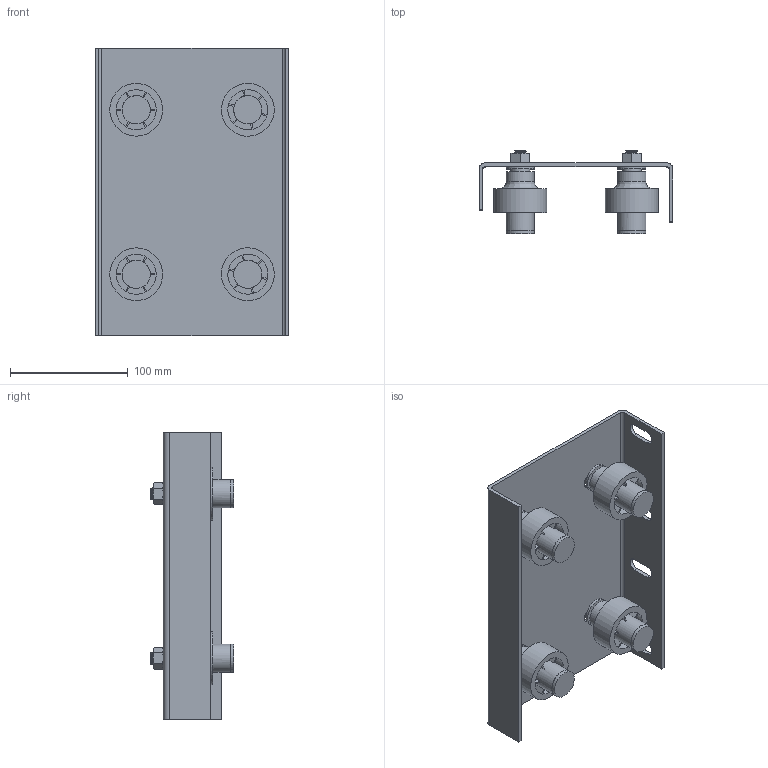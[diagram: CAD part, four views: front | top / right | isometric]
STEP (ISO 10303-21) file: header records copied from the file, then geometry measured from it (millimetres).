
FILE_DESCRIPTION((''),'2;1');
FILE_NAME('1064.stp','2007-06-29T09:37:35',('DIDIERR'),(''),'Autodesk Inventor 2008','Autodesk Inventor 2008','');
FILE_SCHEMA(('AUTOMOTIVE_DESIGN { 1 0 10303 214 1 1 1 1 }'));
Length unit declared in the file: millimetre
Products named in the file (6): 1064; 17061; 16715; 1093; NF EN 24032  (Taraudage usuel) M10; 15741
Assembly tree (17 placements, depth 2):
  1064
    17061
    16715  x4
    1093  x4
    NF EN 24032  (Taraudage usuel) M10  x4
    15741  x4
Bounding box: 165 x 71 x 245 mm (x, y, z)
Volume: 344242.1 mm3; surface area: 202932.6 mm2
Topology: 17 solids, 17 shells, 338 faces, 788 edges, 504 vertices
Faces by surface type: plane 178, cylinder 84, cone 60, bspline 16
Full cylindrical faces by diameter (mm): 11.8 x4, 12.1 x4, 16 x4, 17 x4, 24 x16, 45 x4
Entity records: 5798 total; most frequent: CARTESIAN_POINT 2725, DIRECTION 627, ORIENTED_EDGE 562, EDGE_CURVE 281, AXIS2_PLACEMENT_3D 239, VERTEX_POINT 190, EDGE_LOOP 159, VECTOR 149
